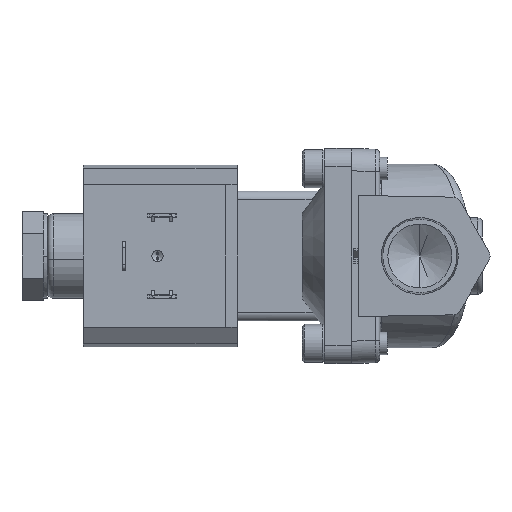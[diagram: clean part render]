
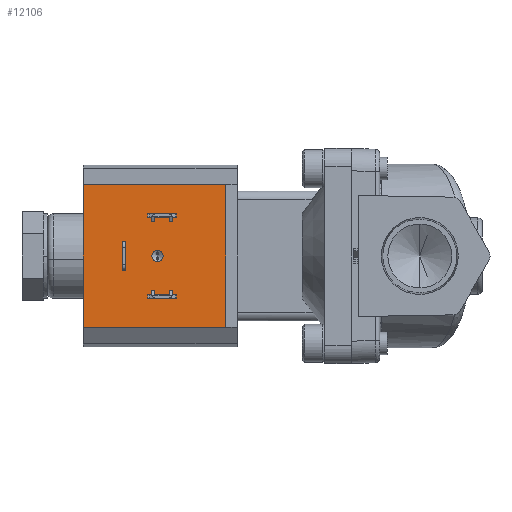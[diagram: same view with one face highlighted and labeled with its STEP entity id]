
A CAD part, left-side view. The second image highlights one B-rep face of the part: STEP entity #12106.
In plain terms, the highlighted planar face has unit normal (-1, 0, 0).
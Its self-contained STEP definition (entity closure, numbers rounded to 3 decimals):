
#51 = VERTEX_POINT ( 'NONE', #12180 ) ;
#301 = ORIENTED_EDGE ( 'NONE', *, *, #10090, .T. ) ;
#658 = CIRCLE ( 'NONE', #14711, 1.264 ) ;
#780 = EDGE_CURVE ( 'NONE', #1896, #16023, #5347, .T. ) ;
#792 = EDGE_CURVE ( 'NONE', #14075, #4556, #10748, .T. ) ;
#808 = CARTESIAN_POINT ( 'NONE',  ( -8.443, 28.04, -15.875 ) ) ;
#871 = CARTESIAN_POINT ( 'NONE',  ( -8.443, 28.04, -15.875 ) ) ;
#904 = EDGE_LOOP ( 'NONE', ( #9101, #1984, #7759, #3869 ) ) ;
#1240 = DIRECTION ( 'NONE',  ( 0., 0., 1. ) ) ;
#1340 = FACE_BOUND ( 'NONE', #2619, .T. ) ;
#1588 = EDGE_CURVE ( 'NONE', #2486, #14707, #6661, .T. ) ;
#1749 = DIRECTION ( 'NONE',  ( 0., -1., 0. ) ) ;
#1896 = VERTEX_POINT ( 'NONE', #14479 ) ;
#1984 = ORIENTED_EDGE ( 'NONE', *, *, #780, .F. ) ;
#2162 = DIRECTION ( 'NONE',  ( -1., 0., 0. ) ) ;
#2486 = VERTEX_POINT ( 'NONE', #8015 ) ;
#2493 = CARTESIAN_POINT ( 'NONE',  ( -8.443, 43.265, 0. ) ) ;
#2611 = DIRECTION ( 'NONE',  ( 0., 0., 1. ) ) ;
#2619 = EDGE_LOOP ( 'NONE', ( #15361, #7153, #5305, #15623 ) ) ;
#2749 = DIRECTION ( 'NONE',  ( 0., -1., 0. ) ) ;
#2794 = LINE ( 'NONE', #9237, #8139 ) ;
#2829 = EDGE_CURVE ( 'NONE', #14707, #12111, #13165, .T. ) ;
#2876 = CARTESIAN_POINT ( 'NONE',  ( -8.443, 50.316, -3.213 ) ) ;
#2879 = CARTESIAN_POINT ( 'NONE',  ( -8.443, 45.414, -9.423 ) ) ;
#2976 = VERTEX_POINT ( 'NONE', #9775 ) ;
#3102 = CARTESIAN_POINT ( 'NONE',  ( -8.443, 45.414, -9.423 ) ) ;
#3108 = VERTEX_POINT ( 'NONE', #10555 ) ;
#3146 = FACE_OUTER_BOUND ( 'NONE', #6833, .T. ) ;
#3156 = CARTESIAN_POINT ( 'NONE',  ( -8.443, 43.265, 1.264 ) ) ;
#3528 = EDGE_CURVE ( 'NONE', #6315, #2976, #7447, .T. ) ;
#3569 = PLANE ( 'NONE',  #13074 ) ;
#3583 = CARTESIAN_POINT ( 'NONE',  ( -8.443, 45.414, -8.611 ) ) ;
#3643 = EDGE_CURVE ( 'NONE', #16062, #13639, #2794, .T. ) ;
#3718 = ORIENTED_EDGE ( 'NONE', *, *, #13510, .F. ) ;
#3801 = CARTESIAN_POINT ( 'NONE',  ( -8.443, 45.414, -8.611 ) ) ;
#3869 = ORIENTED_EDGE ( 'NONE', *, *, #792, .T. ) ;
#3931 = FACE_BOUND ( 'NONE', #7052, .T. ) ;
#3943 = EDGE_CURVE ( 'NONE', #15849, #8107, #7678, .T. ) ;
#3956 = DIRECTION ( 'NONE',  ( 0., 0., 1. ) ) ;
#3988 = ORIENTED_EDGE ( 'NONE', *, *, #4264, .F. ) ;
#4218 = CARTESIAN_POINT ( 'NONE',  ( -8.443, 45.414, 9.423 ) ) ;
#4264 = EDGE_CURVE ( 'NONE', #15233, #51, #6519, .T. ) ;
#4556 = VERTEX_POINT ( 'NONE', #10753 ) ;
#4748 = ORIENTED_EDGE ( 'NONE', *, *, #3943, .F. ) ;
#4880 = DIRECTION ( 'NONE',  ( 0., 0., 1. ) ) ;
#5172 = CARTESIAN_POINT ( 'NONE',  ( -8.443, 59.79, -15.875 ) ) ;
#5256 = ORIENTED_EDGE ( 'NONE', *, *, #9810, .T. ) ;
#5296 = CARTESIAN_POINT ( 'NONE',  ( -8.443, 51.129, -3.213 ) ) ;
#5305 = ORIENTED_EDGE ( 'NONE', *, *, #1588, .T. ) ;
#5317 = FACE_BOUND ( 'NONE', #904, .T. ) ;
#5336 = LINE ( 'NONE', #5172, #6318 ) ;
#5347 = LINE ( 'NONE', #14637, #12659 ) ;
#6033 = DIRECTION ( 'NONE',  ( 0., 0., 1. ) ) ;
#6243 = VECTOR ( 'NONE', #2749, 1000. ) ;
#6315 = VERTEX_POINT ( 'NONE', #7516 ) ;
#6318 = VECTOR ( 'NONE', #6628, 1000. ) ;
#6424 = CARTESIAN_POINT ( 'NONE',  ( -8.443, 39.064, -9.423 ) ) ;
#6519 = CIRCLE ( 'NONE', #16154, 1.264 ) ;
#6628 = DIRECTION ( 'NONE',  ( 0., 0., 1. ) ) ;
#6661 = LINE ( 'NONE', #5296, #6916 ) ;
#6734 = CARTESIAN_POINT ( 'NONE',  ( -8.443, 59.79, 15.875 ) ) ;
#6833 = EDGE_LOOP ( 'NONE', ( #3718, #4748, #301, #5256 ) ) ;
#6916 = VECTOR ( 'NONE', #2611, 1000. ) ;
#6995 = VECTOR ( 'NONE', #15790, 1000. ) ;
#7052 = EDGE_LOOP ( 'NONE', ( #15010, #16287, #8456, #14382 ) ) ;
#7153 = ORIENTED_EDGE ( 'NONE', *, *, #9819, .F. ) ;
#7447 = LINE ( 'NONE', #6424, #15585 ) ;
#7516 = CARTESIAN_POINT ( 'NONE',  ( -8.443, 39.064, -9.423 ) ) ;
#7538 = CARTESIAN_POINT ( 'NONE',  ( -8.443, 39.064, 9.423 ) ) ;
#7616 = CARTESIAN_POINT ( 'NONE',  ( -8.443, 51.129, 3.213 ) ) ;
#7630 = DIRECTION ( 'NONE',  ( 0., 0., -1. ) ) ;
#7678 = LINE ( 'NONE', #871, #11439 ) ;
#7759 = ORIENTED_EDGE ( 'NONE', *, *, #13433, .F. ) ;
#7811 = VECTOR ( 'NONE', #6033, 1000. ) ;
#7944 = VECTOR ( 'NONE', #1749, 1000. ) ;
#8015 = CARTESIAN_POINT ( 'NONE',  ( -8.443, 51.129, -3.213 ) ) ;
#8107 = VERTEX_POINT ( 'NONE', #15927 ) ;
#8136 = VECTOR ( 'NONE', #15520, 1000. ) ;
#8139 = VECTOR ( 'NONE', #1240, 1000. ) ;
#8176 = DIRECTION ( 'NONE',  ( 0., -1., 0. ) ) ;
#8456 = ORIENTED_EDGE ( 'NONE', *, *, #3643, .T. ) ;
#9054 = EDGE_CURVE ( 'NONE', #16373, #12111, #11054, .T. ) ;
#9101 = ORIENTED_EDGE ( 'NONE', *, *, #13615, .T. ) ;
#9104 = DIRECTION ( 'NONE',  ( 0., 0., -1. ) ) ;
#9237 = CARTESIAN_POINT ( 'NONE',  ( -8.443, 45.414, -9.423 ) ) ;
#9290 = LINE ( 'NONE', #9379, #14426 ) ;
#9379 = CARTESIAN_POINT ( 'NONE',  ( -8.443, 28.04, 15.875 ) ) ;
#9432 = LINE ( 'NONE', #14627, #12840 ) ;
#9775 = CARTESIAN_POINT ( 'NONE',  ( -8.443, 39.064, -8.611 ) ) ;
#9810 = EDGE_CURVE ( 'NONE', #3108, #15935, #9290, .T. ) ;
#9819 = EDGE_CURVE ( 'NONE', #2486, #16373, #11972, .T. ) ;
#10023 = LINE ( 'NONE', #7538, #11254 ) ;
#10090 = EDGE_CURVE ( 'NONE', #15849, #3108, #12558, .T. ) ;
#10243 = EDGE_CURVE ( 'NONE', #51, #15233, #658, .T. ) ;
#10504 = CARTESIAN_POINT ( 'NONE',  ( -8.443, 45.414, 9.423 ) ) ;
#10506 = CARTESIAN_POINT ( 'NONE',  ( -8.443, 51.129, -3.213 ) ) ;
#10547 = FACE_BOUND ( 'NONE', #15418, .T. ) ;
#10555 = CARTESIAN_POINT ( 'NONE',  ( -8.443, 28.04, 15.875 ) ) ;
#10748 = LINE ( 'NONE', #4218, #12121 ) ;
#10753 = CARTESIAN_POINT ( 'NONE',  ( -8.443, 39.064, 9.423 ) ) ;
#11054 = LINE ( 'NONE', #16328, #11455 ) ;
#11254 = VECTOR ( 'NONE', #7630, 1000. ) ;
#11315 = CARTESIAN_POINT ( 'NONE',  ( -8.443, 50.316, 3.213 ) ) ;
#11439 = VECTOR ( 'NONE', #16575, 1000. ) ;
#11455 = VECTOR ( 'NONE', #15029, 1000. ) ;
#11542 = LINE ( 'NONE', #3801, #8136 ) ;
#11661 = DIRECTION ( 'NONE',  ( -1., 0., 0. ) ) ;
#11702 = EDGE_CURVE ( 'NONE', #13639, #2976, #11542, .T. ) ;
#11877 = CARTESIAN_POINT ( 'NONE',  ( -8.443, 51.129, 3.213 ) ) ;
#11972 = LINE ( 'NONE', #10506, #6995 ) ;
#12044 = DIRECTION ( 'NONE',  ( 0., -1., 0. ) ) ;
#12106 = ADVANCED_FACE ( 'NONE', ( #3931, #1340, #5317, #10547, #3146 ), #3569, .T. ) ;
#12111 = VERTEX_POINT ( 'NONE', #11315 ) ;
#12121 = VECTOR ( 'NONE', #8176, 1000. ) ;
#12180 = CARTESIAN_POINT ( 'NONE',  ( -8.443, 43.265, -1.264 ) ) ;
#12558 = LINE ( 'NONE', #16810, #7811 ) ;
#12608 = DIRECTION ( 'NONE',  ( 0., 0., 1. ) ) ;
#12659 = VECTOR ( 'NONE', #12044, 1000. ) ;
#12840 = VECTOR ( 'NONE', #9104, 1000. ) ;
#13074 = AXIS2_PLACEMENT_3D ( 'NONE', #808, #11661, #12608 ) ;
#13163 = DIRECTION ( 'NONE',  ( -1., 0., 0. ) ) ;
#13165 = LINE ( 'NONE', #11877, #6243 ) ;
#13365 = ORIENTED_EDGE ( 'NONE', *, *, #10243, .F. ) ;
#13433 = EDGE_CURVE ( 'NONE', #14075, #1896, #9432, .T. ) ;
#13510 = EDGE_CURVE ( 'NONE', #8107, #15935, #5336, .T. ) ;
#13615 = EDGE_CURVE ( 'NONE', #4556, #16023, #10023, .T. ) ;
#13639 = VERTEX_POINT ( 'NONE', #3583 ) ;
#13783 = EDGE_CURVE ( 'NONE', #16062, #6315, #16006, .T. ) ;
#13840 = CARTESIAN_POINT ( 'NONE',  ( -8.443, 28.04, -15.875 ) ) ;
#13947 = CARTESIAN_POINT ( 'NONE',  ( -8.443, 43.265, 0. ) ) ;
#14075 = VERTEX_POINT ( 'NONE', #10504 ) ;
#14382 = ORIENTED_EDGE ( 'NONE', *, *, #11702, .T. ) ;
#14426 = VECTOR ( 'NONE', #14649, 1000. ) ;
#14479 = CARTESIAN_POINT ( 'NONE',  ( -8.443, 45.414, 8.611 ) ) ;
#14627 = CARTESIAN_POINT ( 'NONE',  ( -8.443, 45.414, 9.423 ) ) ;
#14637 = CARTESIAN_POINT ( 'NONE',  ( -8.443, 45.414, 8.611 ) ) ;
#14649 = DIRECTION ( 'NONE',  ( 0., 1., 0. ) ) ;
#14707 = VERTEX_POINT ( 'NONE', #7616 ) ;
#14711 = AXIS2_PLACEMENT_3D ( 'NONE', #2493, #13163, #3956 ) ;
#15010 = ORIENTED_EDGE ( 'NONE', *, *, #3528, .F. ) ;
#15029 = DIRECTION ( 'NONE',  ( 0., 0., 1. ) ) ;
#15233 = VERTEX_POINT ( 'NONE', #3156 ) ;
#15361 = ORIENTED_EDGE ( 'NONE', *, *, #9054, .F. ) ;
#15418 = EDGE_LOOP ( 'NONE', ( #3988, #13365 ) ) ;
#15436 = DIRECTION ( 'NONE',  ( 0., 0., 1. ) ) ;
#15520 = DIRECTION ( 'NONE',  ( 0., -1., 0. ) ) ;
#15585 = VECTOR ( 'NONE', #4880, 1000. ) ;
#15623 = ORIENTED_EDGE ( 'NONE', *, *, #2829, .T. ) ;
#15790 = DIRECTION ( 'NONE',  ( 0., -1., 0. ) ) ;
#15849 = VERTEX_POINT ( 'NONE', #13840 ) ;
#15927 = CARTESIAN_POINT ( 'NONE',  ( -8.443, 59.79, -15.875 ) ) ;
#15935 = VERTEX_POINT ( 'NONE', #6734 ) ;
#16006 = LINE ( 'NONE', #2879, #7944 ) ;
#16023 = VERTEX_POINT ( 'NONE', #17014 ) ;
#16062 = VERTEX_POINT ( 'NONE', #3102 ) ;
#16154 = AXIS2_PLACEMENT_3D ( 'NONE', #13947, #2162, #15436 ) ;
#16287 = ORIENTED_EDGE ( 'NONE', *, *, #13783, .F. ) ;
#16328 = CARTESIAN_POINT ( 'NONE',  ( -8.443, 50.316, -3.213 ) ) ;
#16373 = VERTEX_POINT ( 'NONE', #2876 ) ;
#16575 = DIRECTION ( 'NONE',  ( 0., 1., 0. ) ) ;
#16810 = CARTESIAN_POINT ( 'NONE',  ( -8.443, 28.04, -15.875 ) ) ;
#17014 = CARTESIAN_POINT ( 'NONE',  ( -8.443, 39.064, 8.611 ) ) ;
